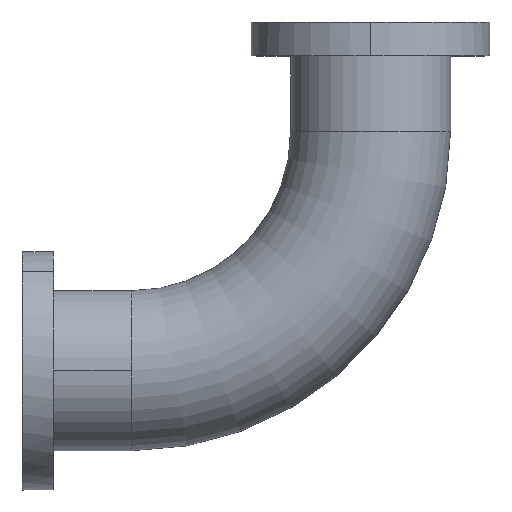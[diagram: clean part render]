
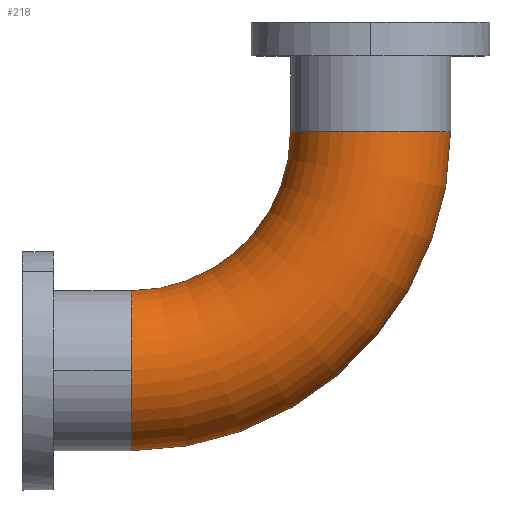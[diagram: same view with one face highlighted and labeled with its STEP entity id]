
A CAD part, top view. The second image highlights one B-rep face of the part: STEP entity #218.
In plain terms, the highlighted toroidal (fillet/blend) face has major radius 152.4 mm and minor radius 51 mm.
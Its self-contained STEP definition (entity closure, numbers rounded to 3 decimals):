
#139 = VERTEX_POINT ( 'NONE', #3874 ) ;
#218 = ADVANCED_FACE ( 'NONE', ( #337 ), #874, .T. ) ;
#337 = FACE_OUTER_BOUND ( 'NONE', #2165, .T. ) ;
#606 = AXIS2_PLACEMENT_3D ( 'NONE', #1923, #3429, #4926 ) ;
#707 = DIRECTION ( 'NONE',  ( -1., 0., 0. ) ) ;
#763 = VERTEX_POINT ( 'NONE', #4033 ) ;
#768 = DIRECTION ( 'NONE',  ( 0., 0., 1. ) ) ;
#800 = EDGE_CURVE ( 'NONE', #2155, #139, #4386, .T. ) ;
#832 = CIRCLE ( 'NONE', #3276, 51. ) ;
#874 = TOROIDAL_SURFACE ( 'NONE', #4379, 152.4, 51. ) ;
#1074 = CIRCLE ( 'NONE', #2950, 51. ) ;
#1103 = DIRECTION ( 'NONE',  ( 0., 0., -1. ) ) ;
#1183 = CARTESIAN_POINT ( 'NONE',  ( -51., -58.6, 0. ) ) ;
#1397 = CIRCLE ( 'NONE', #606, 203.4 ) ;
#1787 = CARTESIAN_POINT ( 'NONE',  ( -152.4, -211., 0. ) ) ;
#1835 = ORIENTED_EDGE ( 'NONE', *, *, #2686, .T. ) ;
#1923 = CARTESIAN_POINT ( 'NONE',  ( -152.4, -58.6, 0. ) ) ;
#2155 = VERTEX_POINT ( 'NONE', #1183 ) ;
#2165 = EDGE_LOOP ( 'NONE', ( #3558, #2322, #3787, #4243, #1835 ) ) ;
#2303 = CARTESIAN_POINT ( 'NONE',  ( 0., -58.6, 0. ) ) ;
#2322 = ORIENTED_EDGE ( 'NONE', *, *, #2658, .F. ) ;
#2574 = CARTESIAN_POINT ( 'NONE',  ( -152.4, -262., 0. ) ) ;
#2588 = EDGE_CURVE ( 'NONE', #139, #3719, #1074, .T. ) ;
#2589 = CARTESIAN_POINT ( 'NONE',  ( -152.4, -58.6, 0. ) ) ;
#2626 = DIRECTION ( 'NONE',  ( 0., 0., 1. ) ) ;
#2658 = EDGE_CURVE ( 'NONE', #2155, #763, #4333, .T. ) ;
#2661 = EDGE_CURVE ( 'NONE', #763, #4129, #1397, .T. ) ;
#2686 = EDGE_CURVE ( 'NONE', #3719, #4129, #832, .T. ) ;
#2842 = AXIS2_PLACEMENT_3D ( 'NONE', #4867, #1103, #4014 ) ;
#2950 = AXIS2_PLACEMENT_3D ( 'NONE', #1787, #3737, #4099 ) ;
#3249 = CARTESIAN_POINT ( 'NONE',  ( -152.4, -211., 51. ) ) ;
#3276 = AXIS2_PLACEMENT_3D ( 'NONE', #4623, #4546, #2626 ) ;
#3429 = DIRECTION ( 'NONE',  ( 0., 0., -1. ) ) ;
#3558 = ORIENTED_EDGE ( 'NONE', *, *, #2661, .F. ) ;
#3719 = VERTEX_POINT ( 'NONE', #3249 ) ;
#3737 = DIRECTION ( 'NONE',  ( 1., 0., 0. ) ) ;
#3787 = ORIENTED_EDGE ( 'NONE', *, *, #800, .T. ) ;
#3795 = DIRECTION ( 'NONE',  ( 0., 0., -1. ) ) ;
#3874 = CARTESIAN_POINT ( 'NONE',  ( -152.4, -160., 0. ) ) ;
#4014 = DIRECTION ( 'NONE',  ( -1., 0., 0. ) ) ;
#4033 = CARTESIAN_POINT ( 'NONE',  ( 51., -58.6, 0. ) ) ;
#4099 = DIRECTION ( 'NONE',  ( 0., 0., 1. ) ) ;
#4129 = VERTEX_POINT ( 'NONE', #2574 ) ;
#4243 = ORIENTED_EDGE ( 'NONE', *, *, #2588, .T. ) ;
#4246 = AXIS2_PLACEMENT_3D ( 'NONE', #2303, #4574, #768 ) ;
#4333 = CIRCLE ( 'NONE', #4246, 51. ) ;
#4379 = AXIS2_PLACEMENT_3D ( 'NONE', #2589, #3795, #707 ) ;
#4386 = CIRCLE ( 'NONE', #2842, 101.4 ) ;
#4546 = DIRECTION ( 'NONE',  ( 1., 0., 0. ) ) ;
#4574 = DIRECTION ( 'NONE',  ( 0., 1., 0. ) ) ;
#4623 = CARTESIAN_POINT ( 'NONE',  ( -152.4, -211., 0. ) ) ;
#4867 = CARTESIAN_POINT ( 'NONE',  ( -152.4, -58.6, 0. ) ) ;
#4926 = DIRECTION ( 'NONE',  ( -1., 0., 0. ) ) ;
